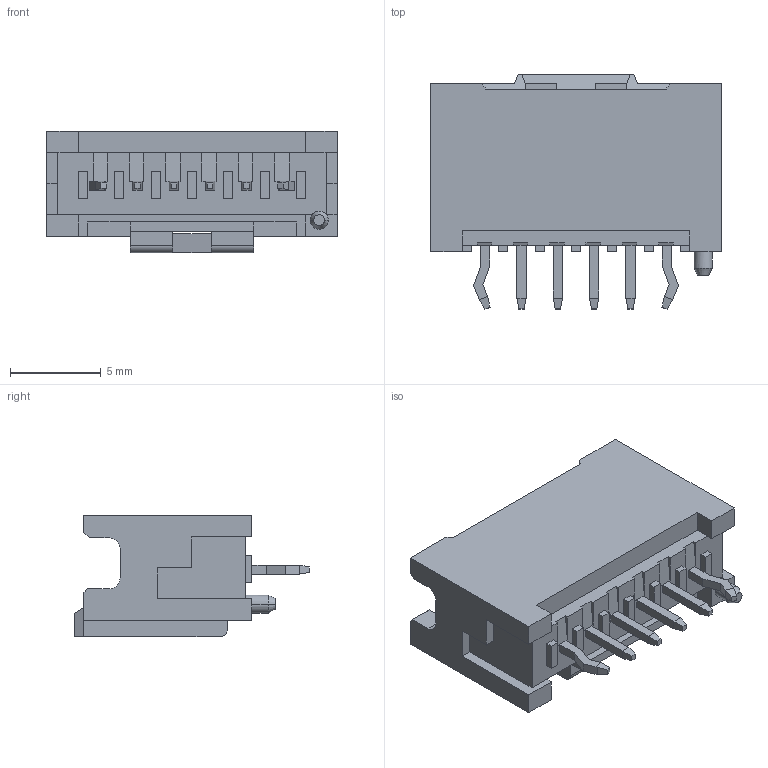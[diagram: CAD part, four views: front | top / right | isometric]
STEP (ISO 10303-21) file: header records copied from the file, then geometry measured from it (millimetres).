
FILE_DESCRIPTION((''),'2;1');
FILE_NAME('559320610','2013-09-16T',('gga'),(''),'PRO/ENGINEER BY PARAMETRIC TECHNOLOGY CORPORATION, 2012230','PRO/ENGINEER BY PARAMETRIC TECHNOLOGY CORPORATION, 2012230','');
FILE_SCHEMA(('CONFIG_CONTROL_DESIGN'));
Length unit declared in the file: millimetre
Products named in the file (1): 559320610
Bounding box: 16 x 12.91 x 6.7 mm (x, y, z)
Volume: 394.9 mm3; surface area: 992.7 mm2
Topology: 1 solids, 1 shells, 352 faces, 920 edges, 581 vertices
Faces by surface type: plane 324, cylinder 16, cone 10, bspline 2
Entity records: 10690 total; most frequent: CARTESIAN_POINT 2055, ORIENTED_EDGE 1840, DIRECTION 1642, EDGE_CURVE 920, VECTOR 862, LINE 862, VERTEX_POINT 581, AXIS2_PLACEMENT_3D 390
